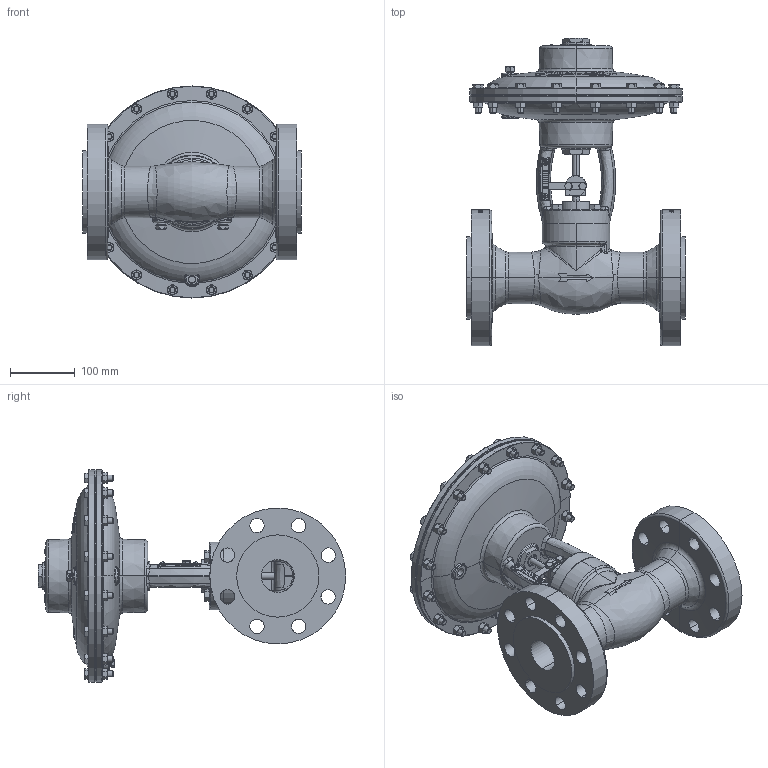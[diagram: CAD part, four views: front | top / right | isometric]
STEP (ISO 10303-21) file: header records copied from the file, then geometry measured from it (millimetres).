
FILE_DESCRIPTION (( 'STEP AP203' ), '1' );
FILE_NAME ('2 INCH HPMV 3 INCH 600RF FMT (MBA)2.STEP', '2014-11-07T14:16:18', ( 'PCTech' ), ( 'Microsoft' ), 'SwSTEP 2.0', 'SolidWorks 2014', '' );
FILE_SCHEMA (( 'CONFIG_CONTROL_DESIGN' ));
Length unit declared in the file: inch
Products named in the file (1): 2 INCH HPMV 3 INCH 600RF FMT (MBA)2
Bounding box: 336.55 x 474.33 x 327.02 mm (x, y, z)
Volume: 8085855.6 mm3; surface area: 1050980.7 mm2
Topology: 65 solids, 65 shells, 3429 faces, 8494 edges, 5358 vertices
Faces by surface type: plane 1482, bspline 693, cone 572, cylinder 455, torus 182, sphere 45
Entity records: 165878 total; most frequent: CARTESIAN_POINT 91235, ORIENTED_EDGE 16924, DIRECTION 13094, EDGE_CURVE 8462, VERTEX_POINT 5355, AXIS2_PLACEMENT_3D 4852, EDGE_LOOP 3659, FACE_OUTER_BOUND 3429
